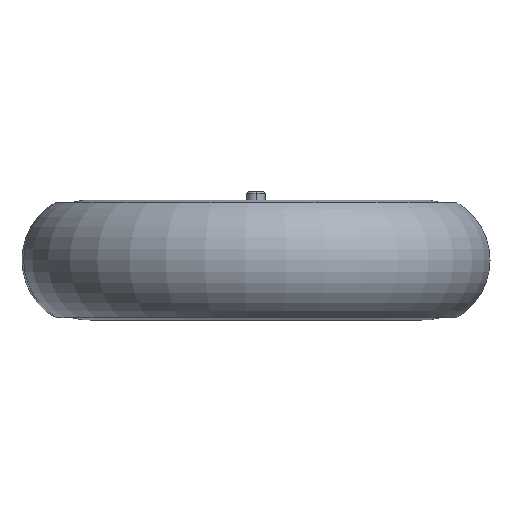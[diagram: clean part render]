
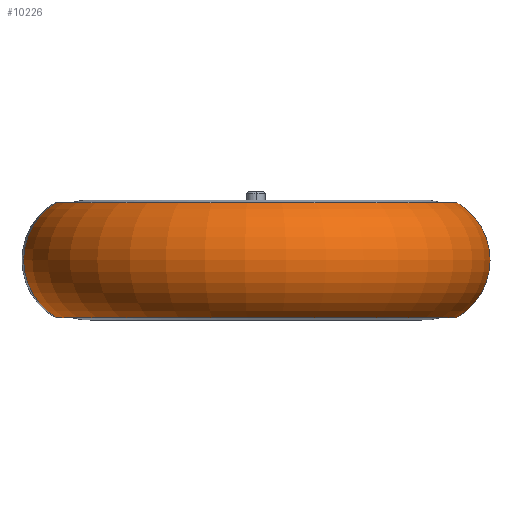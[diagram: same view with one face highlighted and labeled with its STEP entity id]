
A CAD part, front view. The second image highlights one B-rep face of the part: STEP entity #10226.
In plain terms, the highlighted toroidal (fillet/blend) face has major radius 70.993 mm and minor radius 28.067 mm.
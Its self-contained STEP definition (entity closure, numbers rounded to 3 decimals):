
#240 = AXIS2_PLACEMENT_3D ( 'NONE', #3912, #12581, #5157 ) ;
#406 = CARTESIAN_POINT ( 'NONE',  ( 70.993, 0., 0. ) ) ;
#1062 = DIRECTION ( 'NONE',  ( 0., 0., -1. ) ) ;
#1668 = DIRECTION ( 'NONE',  ( -1., 0., 0. ) ) ;
#1762 = CIRCLE ( 'NONE', #2199, 85.026 ) ;
#2199 = AXIS2_PLACEMENT_3D ( 'NONE', #5351, #13999, #6585 ) ;
#2439 = ORIENTED_EDGE ( 'NONE', *, *, #2504, .T. ) ;
#2480 = VERTEX_POINT ( 'NONE', #8959 ) ;
#2501 = EDGE_CURVE ( 'NONE', #3965, #11274, #14925, .T. ) ;
#2504 = EDGE_CURVE ( 'NONE', #2480, #3965, #1762, .T. ) ;
#2862 = DIRECTION ( 'NONE',  ( 0., -1., 0. ) ) ;
#3186 = CARTESIAN_POINT ( 'NONE',  ( 85.026, 0., -24.307 ) ) ;
#3912 = CARTESIAN_POINT ( 'NONE',  ( 0., 0., -24.307 ) ) ;
#3965 = VERTEX_POINT ( 'NONE', #10873 ) ;
#4184 = CIRCLE ( 'NONE', #8156, 28.067 ) ;
#5157 = DIRECTION ( 'NONE',  ( -1., 0., 0. ) ) ;
#5274 = ORIENTED_EDGE ( 'NONE', *, *, #8099, .F. ) ;
#5351 = CARTESIAN_POINT ( 'NONE',  ( 0., 0., 24.307 ) ) ;
#5620 = CARTESIAN_POINT ( 'NONE',  ( -85.026, 0., -24.307 ) ) ;
#6133 = AXIS2_PLACEMENT_3D ( 'NONE', #14709, #1062, #15931 ) ;
#6585 = DIRECTION ( 'NONE',  ( -1., 0., 0. ) ) ;
#7008 = FACE_OUTER_BOUND ( 'NONE', #7631, .T. ) ;
#7631 = EDGE_LOOP ( 'NONE', ( #5274, #2439, #13395, #9305 ) ) ;
#8099 = EDGE_CURVE ( 'NONE', #2480, #15994, #4184, .T. ) ;
#8156 = AXIS2_PLACEMENT_3D ( 'NONE', #406, #9070, #1668 ) ;
#8959 = CARTESIAN_POINT ( 'NONE',  ( 85.026, 0., 24.307 ) ) ;
#9070 = DIRECTION ( 'NONE',  ( 0., 1., 0. ) ) ;
#9135 = AXIS2_PLACEMENT_3D ( 'NONE', #10250, #2862, #11527 ) ;
#9305 = ORIENTED_EDGE ( 'NONE', *, *, #13084, .F. ) ;
#10226 = ADVANCED_FACE ( 'NONE', ( #7008 ), #13993, .T. ) ;
#10250 = CARTESIAN_POINT ( 'NONE',  ( -70.993, 0., 0. ) ) ;
#10873 = CARTESIAN_POINT ( 'NONE',  ( -85.026, 0., 24.307 ) ) ;
#11274 = VERTEX_POINT ( 'NONE', #5620 ) ;
#11527 = DIRECTION ( 'NONE',  ( 0., 0., -1. ) ) ;
#12581 = DIRECTION ( 'NONE',  ( 0., 0., -1. ) ) ;
#13084 = EDGE_CURVE ( 'NONE', #15994, #11274, #15988, .T. ) ;
#13395 = ORIENTED_EDGE ( 'NONE', *, *, #2501, .T. ) ;
#13993 = TOROIDAL_SURFACE ( 'NONE', #6133, 70.993, 28.067 ) ;
#13999 = DIRECTION ( 'NONE',  ( 0., 0., -1. ) ) ;
#14709 = CARTESIAN_POINT ( 'NONE',  ( 0., 0., 0. ) ) ;
#14925 = CIRCLE ( 'NONE', #9135, 28.067 ) ;
#15931 = DIRECTION ( 'NONE',  ( -1., 0., 0. ) ) ;
#15988 = CIRCLE ( 'NONE', #240, 85.026 ) ;
#15994 = VERTEX_POINT ( 'NONE', #3186 ) ;
